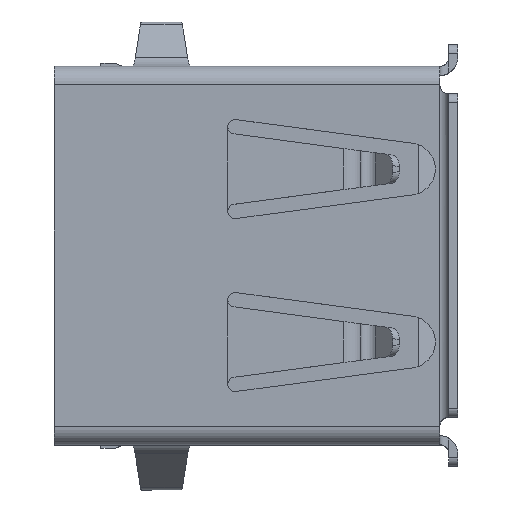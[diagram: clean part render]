
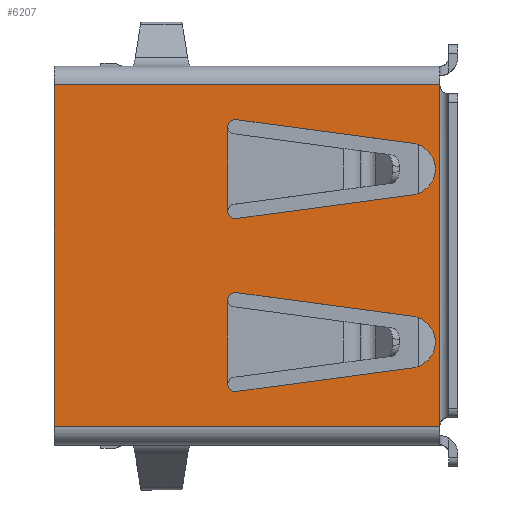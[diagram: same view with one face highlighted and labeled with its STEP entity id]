
A CAD part, top view. The second image highlights one B-rep face of the part: STEP entity #6207.
In plain terms, the highlighted face is planar.
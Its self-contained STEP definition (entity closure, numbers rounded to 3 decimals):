
#108=FACE_BOUND('',#861,.T.);
#109=FACE_BOUND('',#862,.T.);
#240=CIRCLE('',#6584,0.904);
#241=CIRCLE('',#6585,0.25);
#242=CIRCLE('',#6586,0.25);
#243=CIRCLE('',#6587,0.904);
#244=CIRCLE('',#6588,0.25);
#245=CIRCLE('',#6589,0.25);
#515=FACE_OUTER_BOUND('',#860,.T.);
#860=EDGE_LOOP('',(#4207,#4208,#4209,#4210,#4211,#4212));
#861=EDGE_LOOP('',(#4213,#4214,#4215,#4216,#4217,#4218));
#862=EDGE_LOOP('',(#4219,#4220,#4221,#4222,#4223,#4224));
#1246=LINE('',#9040,#1915);
#1265=LINE('',#9206,#1934);
#1266=LINE('',#9349,#1935);
#1267=LINE('',#9350,#1936);
#1268=LINE('',#9352,#1937);
#1269=LINE('',#9353,#1938);
#1270=LINE('',#9356,#1939);
#1271=LINE('',#9360,#1940);
#1272=LINE('',#9364,#1941);
#1273=LINE('',#9368,#1942);
#1274=LINE('',#9372,#1943);
#1275=LINE('',#9376,#1944);
#1915=VECTOR('',#7196,11.854);
#1934=VECTOR('',#7253,11.814);
#1935=VECTOR('',#7256,0.02);
#1936=VECTOR('',#7257,13.38);
#1937=VECTOR('',#7258,13.38);
#1938=VECTOR('',#7259,0.02);
#1939=VECTOR('',#7260,6.188);
#1940=VECTOR('',#7263,6.188);
#1941=VECTOR('',#7266,2.938);
#1942=VECTOR('',#7269,6.188);
#1943=VECTOR('',#7272,6.188);
#1944=VECTOR('',#7275,2.938);
#2581=VERTEX_POINT('',#9037);
#2582=VERTEX_POINT('',#9039);
#2605=VERTEX_POINT('',#9204);
#2606=VERTEX_POINT('',#9205);
#2607=VERTEX_POINT('',#9348);
#2608=VERTEX_POINT('',#9351);
#2609=VERTEX_POINT('',#9354);
#2610=VERTEX_POINT('',#9355);
#2611=VERTEX_POINT('',#9357);
#2612=VERTEX_POINT('',#9359);
#2613=VERTEX_POINT('',#9361);
#2614=VERTEX_POINT('',#9363);
#2615=VERTEX_POINT('',#9366);
#2616=VERTEX_POINT('',#9367);
#2617=VERTEX_POINT('',#9369);
#2618=VERTEX_POINT('',#9371);
#2619=VERTEX_POINT('',#9373);
#2620=VERTEX_POINT('',#9375);
#3198=EDGE_CURVE('',#2581,#2582,#1246,.T.);
#3229=EDGE_CURVE('',#2605,#2606,#1265,.T.);
#3232=EDGE_CURVE('',#2606,#2607,#1266,.T.);
#3233=EDGE_CURVE('',#2582,#2607,#1267,.T.);
#3234=EDGE_CURVE('',#2608,#2581,#1268,.T.);
#3235=EDGE_CURVE('',#2608,#2605,#1269,.T.);
#3236=EDGE_CURVE('',#2609,#2610,#1270,.T.);
#3237=EDGE_CURVE('',#2611,#2610,#240,.T.);
#3238=EDGE_CURVE('',#2611,#2612,#1271,.T.);
#3239=EDGE_CURVE('',#2612,#2613,#241,.T.);
#3240=EDGE_CURVE('',#2613,#2614,#1272,.T.);
#3241=EDGE_CURVE('',#2614,#2609,#242,.T.);
#3242=EDGE_CURVE('',#2615,#2616,#1273,.T.);
#3243=EDGE_CURVE('',#2617,#2616,#243,.T.);
#3244=EDGE_CURVE('',#2617,#2618,#1274,.T.);
#3245=EDGE_CURVE('',#2618,#2619,#244,.T.);
#3246=EDGE_CURVE('',#2619,#2620,#1275,.T.);
#3247=EDGE_CURVE('',#2620,#2615,#245,.T.);
#4207=ORIENTED_EDGE('',*,*,#3229,.T.);
#4208=ORIENTED_EDGE('',*,*,#3232,.T.);
#4209=ORIENTED_EDGE('',*,*,#3233,.F.);
#4210=ORIENTED_EDGE('',*,*,#3198,.F.);
#4211=ORIENTED_EDGE('',*,*,#3234,.F.);
#4212=ORIENTED_EDGE('',*,*,#3235,.T.);
#4213=ORIENTED_EDGE('',*,*,#3236,.T.);
#4214=ORIENTED_EDGE('',*,*,#3237,.F.);
#4215=ORIENTED_EDGE('',*,*,#3238,.T.);
#4216=ORIENTED_EDGE('',*,*,#3239,.T.);
#4217=ORIENTED_EDGE('',*,*,#3240,.T.);
#4218=ORIENTED_EDGE('',*,*,#3241,.T.);
#4219=ORIENTED_EDGE('',*,*,#3242,.T.);
#4220=ORIENTED_EDGE('',*,*,#3243,.F.);
#4221=ORIENTED_EDGE('',*,*,#3244,.T.);
#4222=ORIENTED_EDGE('',*,*,#3245,.T.);
#4223=ORIENTED_EDGE('',*,*,#3246,.T.);
#4224=ORIENTED_EDGE('',*,*,#3247,.T.);
#5982=PLANE('',#6583);
#6207=ADVANCED_FACE('',(#515,#108,#109),#5982,.T.);
#6583=AXIS2_PLACEMENT_3D('',#9347,#7254,#7255);
#6584=AXIS2_PLACEMENT_3D('',#9358,#7261,#7262);
#6585=AXIS2_PLACEMENT_3D('',#9362,#7264,#7265);
#6586=AXIS2_PLACEMENT_3D('',#9365,#7267,#7268);
#6587=AXIS2_PLACEMENT_3D('',#9370,#7270,#7271);
#6588=AXIS2_PLACEMENT_3D('',#9374,#7273,#7274);
#6589=AXIS2_PLACEMENT_3D('',#9377,#7276,#7277);
#7196=DIRECTION('',(1.,0.,0.));
#7253=DIRECTION('',(1.,0.,0.));
#7254=DIRECTION('center_axis',(0.,1.,0.));
#7255=DIRECTION('ref_axis',(0.,0.,1.));
#7256=DIRECTION('',(1.,0.,0.));
#7257=DIRECTION('',(0.,0.,1.));
#7258=DIRECTION('',(0.,0.,-1.));
#7259=DIRECTION('',(1.,0.,0.));
#7260=DIRECTION('',(-0.133,0.,0.991));
#7261=DIRECTION('center_axis',(0.,1.,0.));
#7262=DIRECTION('ref_axis',(-0.991,0.,0.133));
#7263=DIRECTION('',(-0.133,0.,-0.991));
#7264=DIRECTION('center_axis',(0.,-1.,0.));
#7265=DIRECTION('ref_axis',(-0.991,0.,0.133));
#7266=DIRECTION('',(1.,0.,0.));
#7267=DIRECTION('center_axis',(0.,-1.,0.));
#7268=DIRECTION('ref_axis',(0.,0.,-1.));
#7269=DIRECTION('',(-0.133,0.,0.991));
#7270=DIRECTION('center_axis',(0.,1.,0.));
#7271=DIRECTION('ref_axis',(-0.991,0.,0.133));
#7272=DIRECTION('',(-0.133,0.,-0.991));
#7273=DIRECTION('center_axis',(0.,-1.,0.));
#7274=DIRECTION('ref_axis',(-0.991,0.,0.133));
#7275=DIRECTION('',(1.,0.,0.));
#7276=DIRECTION('center_axis',(0.,-1.,0.));
#7277=DIRECTION('ref_axis',(0.,0.,-1.));
#9037=CARTESIAN_POINT('',(-5.603,13.371,-13.685));
#9039=CARTESIAN_POINT('',(6.251,13.371,-13.685));
#9040=CARTESIAN_POINT('',(-5.603,13.371,-13.685));
#9204=CARTESIAN_POINT('',(-5.583,13.371,-0.305));
#9205=CARTESIAN_POINT('',(6.231,13.371,-0.305));
#9206=CARTESIAN_POINT('',(-5.583,13.371,-0.305));
#9347=CARTESIAN_POINT('Origin',(-6.241,13.371,-13.685));
#9348=CARTESIAN_POINT('',(6.251,13.371,-0.305));
#9349=CARTESIAN_POINT('',(6.231,13.371,-0.305));
#9350=CARTESIAN_POINT('',(6.251,13.371,-13.685));
#9351=CARTESIAN_POINT('',(-5.603,13.371,-0.305));
#9352=CARTESIAN_POINT('',(-5.603,13.371,-0.305));
#9353=CARTESIAN_POINT('',(-5.603,13.371,-0.305));
#9354=CARTESIAN_POINT('',(-0.959,13.371,-7.382));
#9355=CARTESIAN_POINT('',(-1.78,13.371,-1.249));
#9356=CARTESIAN_POINT('',(-0.959,13.371,-7.382));
#9357=CARTESIAN_POINT('',(-3.571,13.371,-1.249));
#9358=CARTESIAN_POINT('Origin',(-2.676,13.371,-1.369));
#9359=CARTESIAN_POINT('',(-4.392,13.371,-7.382));
#9360=CARTESIAN_POINT('',(-3.571,13.371,-1.249));
#9361=CARTESIAN_POINT('',(-4.145,13.371,-7.665));
#9362=CARTESIAN_POINT('Origin',(-4.145,13.371,-7.415));
#9363=CARTESIAN_POINT('',(-1.207,13.371,-7.665));
#9364=CARTESIAN_POINT('',(-4.145,13.371,-7.665));
#9365=CARTESIAN_POINT('Origin',(-1.207,13.371,-7.415));
#9366=CARTESIAN_POINT('',(5.041,13.371,-7.382));
#9367=CARTESIAN_POINT('',(4.22,13.371,-1.249));
#9368=CARTESIAN_POINT('',(5.041,13.371,-7.382));
#9369=CARTESIAN_POINT('',(2.429,13.371,-1.249));
#9370=CARTESIAN_POINT('Origin',(3.324,13.371,-1.369));
#9371=CARTESIAN_POINT('',(1.608,13.371,-7.382));
#9372=CARTESIAN_POINT('',(2.429,13.371,-1.249));
#9373=CARTESIAN_POINT('',(1.855,13.371,-7.665));
#9374=CARTESIAN_POINT('Origin',(1.855,13.371,-7.415));
#9375=CARTESIAN_POINT('',(4.793,13.371,-7.665));
#9376=CARTESIAN_POINT('',(1.855,13.371,-7.665));
#9377=CARTESIAN_POINT('Origin',(4.793,13.371,-7.415));
